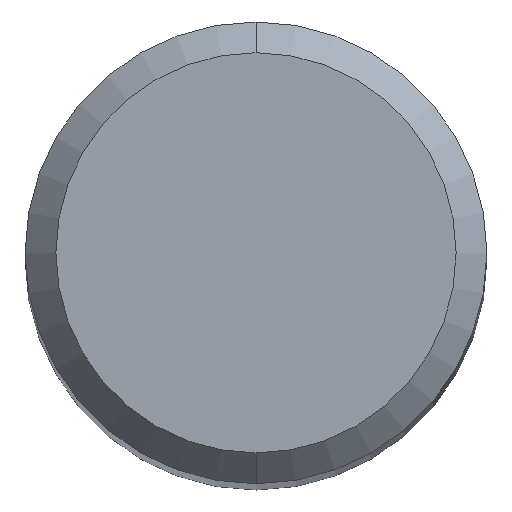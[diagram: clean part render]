
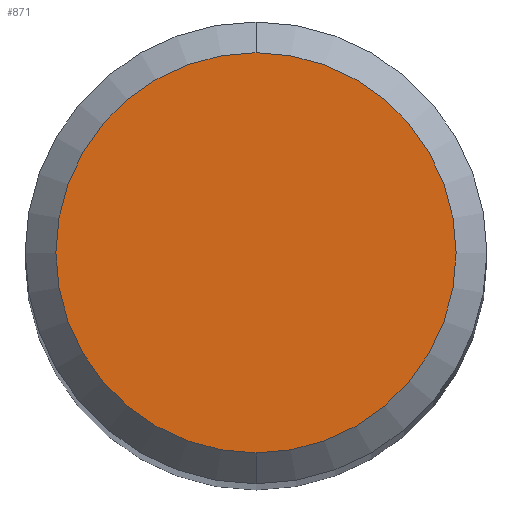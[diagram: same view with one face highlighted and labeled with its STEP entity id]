
A CAD part, top view. The second image highlights one B-rep face of the part: STEP entity #871.
In plain terms, the highlighted planar face has unit normal (0, 0, 1).
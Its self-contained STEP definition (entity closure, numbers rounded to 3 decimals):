
#363=VERTEX_POINT('',#962);
#585=EDGE_CURVE('',#843,#363,#1204,.T.);
#621=EDGE_CURVE('',#363,#843,#1246,.T.);
#843=VERTEX_POINT('',#1486);
#871=ADVANCED_FACE('',(#1517),#1518,.T.);
#962=CARTESIAN_POINT('',(0.0,2.6,0.0));
#1204=CIRCLE('',#3750,2.6);
#1246=CIRCLE('',#3803,2.6);
#1486=CARTESIAN_POINT('',(0.,-2.6,0.0));
#1517=FACE_OUTER_BOUND('',#7572,.T.);
#1518=PLANE('',#7573);
#3750=AXIS2_PLACEMENT_3D('',#7938,#7939,#7940);
#3803=AXIS2_PLACEMENT_3D('',#7994,#7995,#7996);
#7572=EDGE_LOOP('',(#8283,#8284));
#7573=AXIS2_PLACEMENT_3D('',#8285,#8286,#8287);
#7938=CARTESIAN_POINT('',(0.0,0.0,0.0));
#7939=DIRECTION('',(0.0,0.0,-1.0));
#7940=DIRECTION('',(0.0,1.0,0.0));
#7994=CARTESIAN_POINT('',(0.0,0.0,0.0));
#7995=DIRECTION('',(0.0,0.0,-1.0));
#7996=DIRECTION('',(0.0,1.0,0.0));
#8283=ORIENTED_EDGE('',*,*,#621,.F.);
#8284=ORIENTED_EDGE('',*,*,#585,.F.);
#8285=CARTESIAN_POINT('',(0.0,1.3,0.0));
#8286=DIRECTION('',(-0.0,0.0,1.0));
#8287=DIRECTION('',(0.0,-1.0,0.0));
